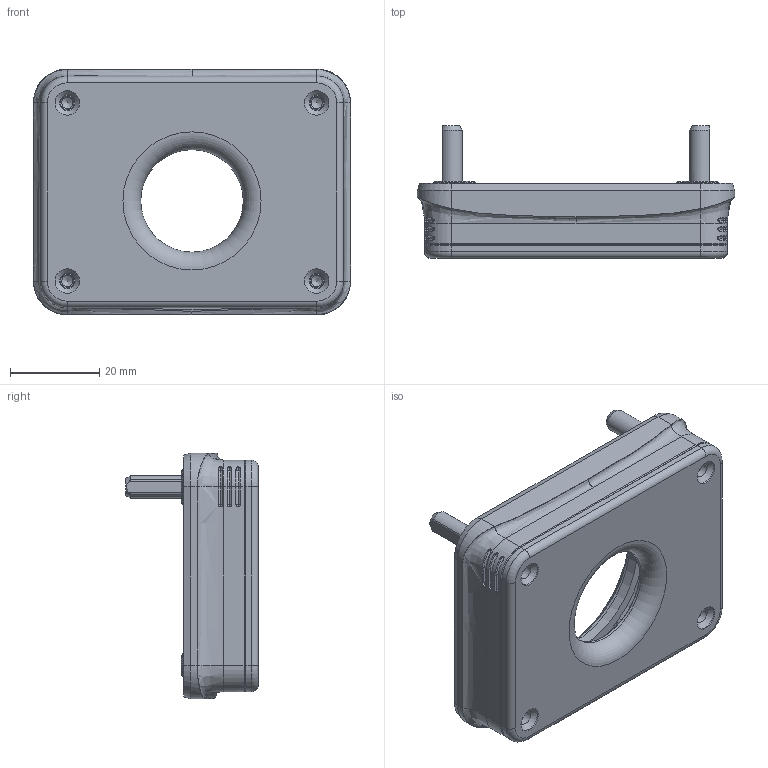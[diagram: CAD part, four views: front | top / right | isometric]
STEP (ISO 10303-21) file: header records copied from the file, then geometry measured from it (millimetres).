
FILE_DESCRIPTION(/* description */ (''),/* implementation_level */ '2;1');
FILE_NAME(/* name */ 'FPI Assembly empty.stp',/* time_stamp */ '2024-09-27T11:41:39+02:00',/* author */ (''),/* organization */ (''),/* preprocessor_version */ 'ST-DEVELOPER v18.102',/* originating_system */ 'SIEMENS PLM Software NX2206.1700',/* authorisation */ '');
FILE_SCHEMA (('AUTOMOTIVE_DESIGN { 1 0 10303 214 3 1 1 1 }'));
Length unit declared in the file: millimetre
Products named in the file (1): A002-A-90HJ-R05_FPI Assembly_objects
Bounding box: 71.2 x 29.75 x 55.2 mm (x, y, z)
Volume: 25121.3 mm3; surface area: 28581 mm2
Topology: 3 solids, 4 shells, 872 faces, 2246 edges, 1423 vertices
Faces by surface type: plane 444, cylinder 229, cone 77, extrusion 64, sphere 24, bspline 21, torus 13
Full cylindrical faces by diameter (mm): 2.3 x1, 2.5 x4, 3.4 x8, 5 x2, 5.5 x4, 6.2 x4, 6.6 x4, 8 x2, 23 x1, 35 x1, 37.5 x1, 39.5 x1
Entity records: 30487 total; most frequent: CARTESIAN_POINT 10589, ORIENTED_EDGE 4258, DIRECTION 3695, EDGE_CURVE 2129, VERTEX_POINT 1401, AXIS2_PLACEMENT_3D 1340, EDGE_LOOP 1032, VECTOR 1015
